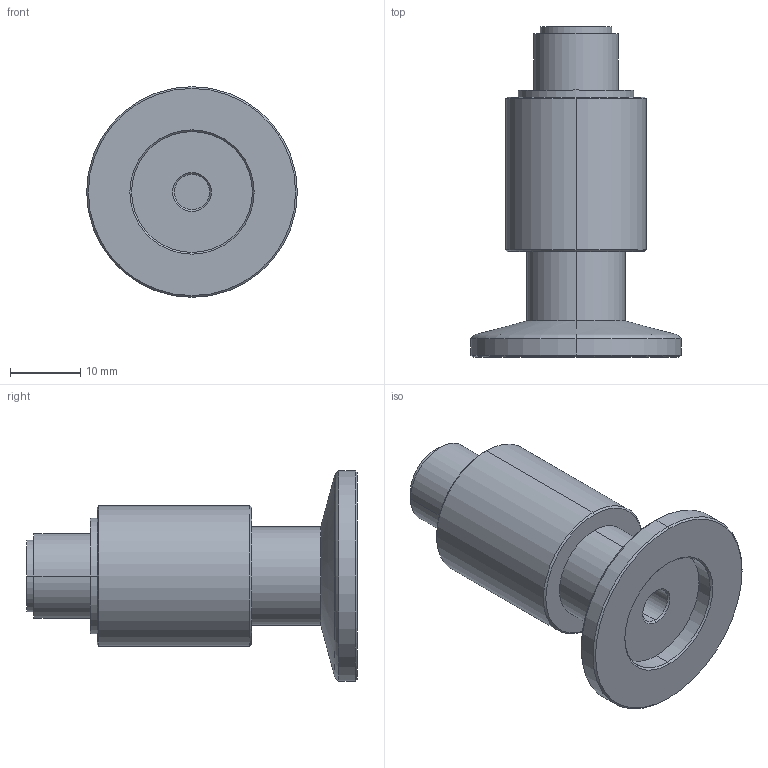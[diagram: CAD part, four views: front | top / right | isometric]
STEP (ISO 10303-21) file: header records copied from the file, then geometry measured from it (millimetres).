
FILE_DESCRIPTION (( 'STEP AP214' ), '1' );
FILE_NAME ('VSP841.STEP', '2017-01-31T15:11:31', ( '' ), ( '' ), 'SwSTEP 2.0', 'SolidWorks 2016', '' );
FILE_SCHEMA (( 'AUTOMOTIVE_DESIGN' ));
Length unit declared in the file: millimetre
Products named in the file (1): VSP841
Bounding box: 30 x 47 x 30 mm (x, y, z)
Volume: 7570.4 mm3; surface area: 6753.3 mm2
Topology: 2 solids, 2 shells, 80 faces, 162 edges, 98 vertices
Faces by surface type: cylinder 36, plane 18, cone 16, torus 10
Entity records: 3037 total; most frequent: DIRECTION 428, CARTESIAN_POINT 341, ORIENTED_EDGE 324, AXIS2_PLACEMENT_3D 185, EDGE_CURVE 162, CIRCLE 104, VERTEX_POINT 98, EDGE_LOOP 94
